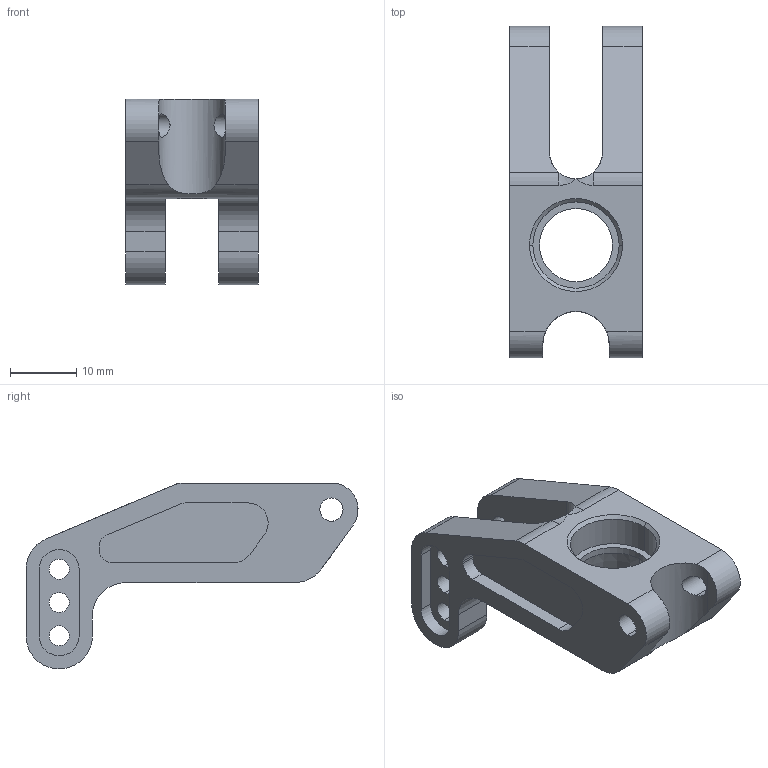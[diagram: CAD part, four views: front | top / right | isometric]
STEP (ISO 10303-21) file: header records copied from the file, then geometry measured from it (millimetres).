
FILE_DESCRIPTION (( 'STEP AP203' ), '1' );
FILE_NAME ('Fusée Ar EB48SL.STEP', '2023-05-30T07:50:51', ( '' ), ( '' ), 'SwSTEP 2.0', 'SolidWorks 2015', '' );
FILE_SCHEMA (( 'CONFIG_CONTROL_DESIGN' ));
Length unit declared in the file: millimetre
Products named in the file (1): Fusée Ar EB48SL
Bounding box: 20 x 50 x 28 mm (x, y, z)
Volume: 7771.4 mm3; surface area: 5348.8 mm2
Topology: 1 solids, 1 shells, 97 faces, 261 edges, 169 vertices
Faces by surface type: cylinder 51, plane 36, cone 7, bspline 3
Entity records: 3528 total; most frequent: CARTESIAN_POINT 947, DIRECTION 534, ORIENTED_EDGE 518, EDGE_CURVE 259, AXIS2_PLACEMENT_3D 199, VERTEX_POINT 169, VECTOR 136, LINE 136
